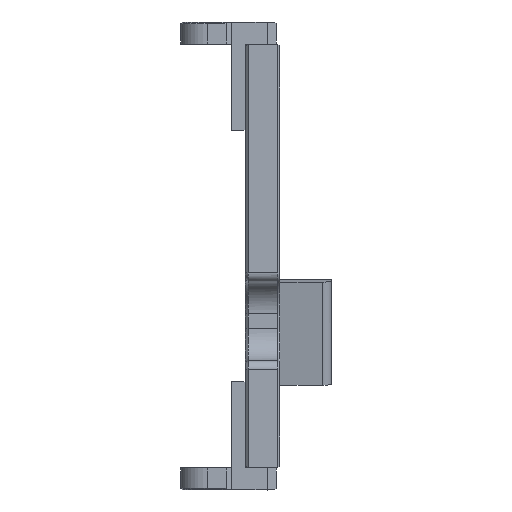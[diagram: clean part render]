
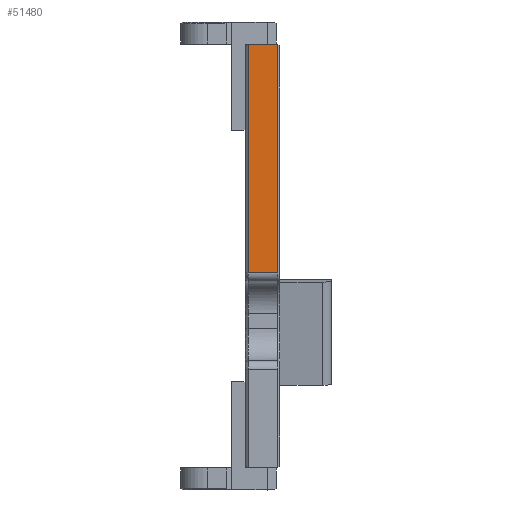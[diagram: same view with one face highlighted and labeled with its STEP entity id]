
A CAD part, left-side view. The second image highlights one B-rep face of the part: STEP entity #51480.
In plain terms, the highlighted free-form (B-spline) face has degree [1, 1] with [2, 2] control points.
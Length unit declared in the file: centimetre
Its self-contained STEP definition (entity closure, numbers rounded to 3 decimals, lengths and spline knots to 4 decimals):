
#51130 = CARTESIAN_POINT ('', (15.5001, -22.7373, -16.253));
#51140 = VERTEX_POINT ('', #51130);
#51150 = CARTESIAN_POINT ('', (15.5001, -25.9895, -16.253));
#51160 = VERTEX_POINT ('', #51150);
#51170 = CARTESIAN_POINT ('', (15.5001, -22.7373, -16.253));
#51180 = CARTESIAN_POINT ('', (15.5001, -25.9895, -16.253));
#51190 = B_SPLINE_CURVE_WITH_KNOTS ('', 1, (#51170, #51180), .UNSPECIFIED., .F., .U., (2, 2), (2.2761, 5.5283), .UNSPECIFIED.);
#51200 = EDGE_CURVE ('', #51140, #51160, #51190, .T.);
#51210 = ORIENTED_EDGE ('', *, *, #51200, .T.);
#51220 = CARTESIAN_POINT ('', (15.5001, -25.9895, 8.6582));
#51230 = VERTEX_POINT ('', #51220);
#51240 = CARTESIAN_POINT ('', (15.5001, -25.9895, 8.6582));
#51250 = CARTESIAN_POINT ('', (15.5001, -25.9895, -16.253));
#51260 = B_SPLINE_CURVE_WITH_KNOTS ('', 1, (#51240, #51250), .UNSPECIFIED., .F., .U., (2, 2), (0.0833, 0.5327), .UNSPECIFIED.);
#51270 = EDGE_CURVE ('', #51230, #51160, #51260, .T.);
#51280 = ORIENTED_EDGE ('', *, *, #51270, .F.);
#51290 = CARTESIAN_POINT ('', (15.5001, -22.7373, 8.6582));
#51300 = VERTEX_POINT ('', #51290);
#51310 = CARTESIAN_POINT ('', (15.5001, -25.9895, 8.6582));
#51320 = CARTESIAN_POINT ('', (15.5001, -22.7373, 8.6582));
#51330 = B_SPLINE_CURVE_WITH_KNOTS ('', 1, (#51310, #51320), .UNSPECIFIED., .F., .U., (2, 2), (0.1012, 0.9241), .UNSPECIFIED.);
#51340 = EDGE_CURVE ('', #51230, #51300, #51330, .T.);
#51350 = ORIENTED_EDGE ('', *, *, #51340, .T.);
#51360 = CARTESIAN_POINT ('', (15.5001, -22.7373, 8.6582));
#51370 = CARTESIAN_POINT ('', (15.5001, -22.7373, -16.253));
#51380 = B_SPLINE_CURVE_WITH_KNOTS ('', 1, (#51360, #51370), .UNSPECIFIED., .F., .U., (2, 2), (0.3333, 1.), .UNSPECIFIED.);
#51390 = EDGE_CURVE ('', #51300, #51140, #51380, .T.);
#51400 = ORIENTED_EDGE ('', *, *, #51390, .T.);
#51410 = EDGE_LOOP ('', (#51210, #51280, #51350, #51400));
#51420 = FACE_OUTER_BOUND ('', #51410, .T.);
#51430 = CARTESIAN_POINT ('', (15.5001, -26.3895, 8.6582));
#51440 = CARTESIAN_POINT ('', (15.5001, -26.3895, -37.5418));
#51450 = CARTESIAN_POINT ('', (15.5001, -22.4373, 8.6582));
#51460 = CARTESIAN_POINT ('', (15.5001, -22.4373, -37.5418));
#51470 = B_SPLINE_SURFACE_WITH_KNOTS ('', 1, 1, ((#51430, #51440), (#51450, #51460)), .UNSPECIFIED., .F., .F., .U., (2, 2), (2, 2), (0., 1.), (35.0571, 81.1989), .UNSPECIFIED.);
#51480 = ADVANCED_FACE ('', (#51420), #51470, .T.);
